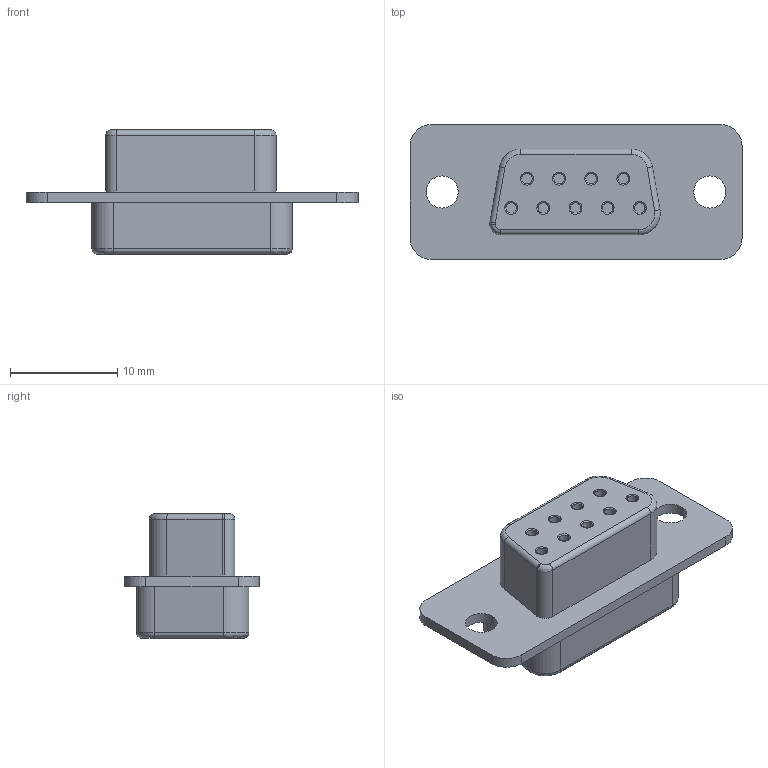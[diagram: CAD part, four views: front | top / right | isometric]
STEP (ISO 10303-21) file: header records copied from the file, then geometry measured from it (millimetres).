
FILE_DESCRIPTION (( 'STEP AP214' ), '1' );
FILE_NAME ('CDE99179-9381-4E37-9B8E-562C71B12CF8.STEP', '2009-04-15T06:28:49', ( 'sysAdmin' ), ( 'SolidWorks' ), 'SwSTEP 2.0', 'SolidWorks 2009', '' );
FILE_SCHEMA (( 'AUTOMOTIVE_DESIGN' ));
Length unit declared in the file: centimetre
Products named in the file (1): CDE99179-9381-4E37-9B8E-562C71B12CF8
Bounding box: 31 x 12.6 x 11.6 mm (x, y, z)
Volume: 1852.7 mm3; surface area: 1615 mm2
Topology: 1 solids, 1 shells, 97 faces, 216 edges, 132 vertices
Faces by surface type: cylinder 44, bspline 28, plane 25
Entity records: 3040 total; most frequent: CARTESIAN_POINT 950, DIRECTION 436, ORIENTED_EDGE 432, EDGE_CURVE 216, AXIS2_PLACEMENT_3D 178, VERTEX_POINT 132, EDGE_LOOP 112, CIRCLE 108
